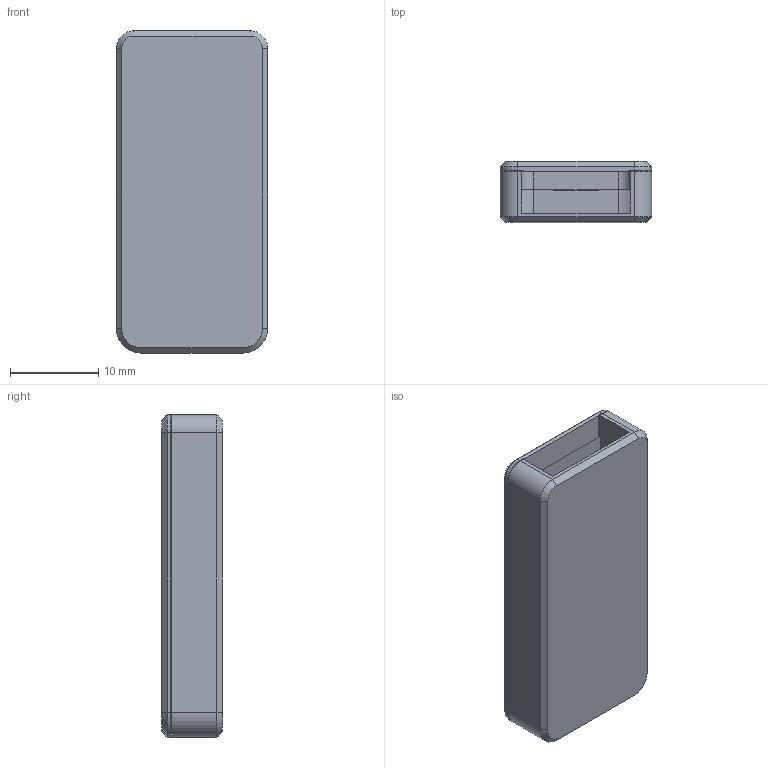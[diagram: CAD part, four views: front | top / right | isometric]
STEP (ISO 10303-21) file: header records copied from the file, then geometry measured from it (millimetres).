
FILE_DESCRIPTION (( 'STEP AP214' ), '1' );
FILE_NAME ('nrf52840 eByte Case.STEP', '2024-11-04T20:05:25', ( '' ), ( '' ), 'MPSTEP 2.0', 'Macroplastics Offline CAD Suite', '' );
FILE_SCHEMA (( 'UwU' ));
Length unit declared in the file: millimetre
Products named in the file (1): nrf52840 eByte Case
Bounding box: 17.2 x 6.87 x 36.6 mm (x, y, z)
Volume: 1853.2 mm3; surface area: 3907.4 mm2
Topology: 7 solids, 7 shells, 186 faces, 452 edges, 294 vertices
Faces by surface type: plane 144, cylinder 30, cone 12
Entity records: 5467 total; most frequent: CARTESIAN_POINT 933, ORIENTED_EDGE 904, DIRECTION 900, EDGE_CURVE 452, LINE 378, VECTOR 378, VERTEX_POINT 294, AXIS2_PLACEMENT_3D 261
